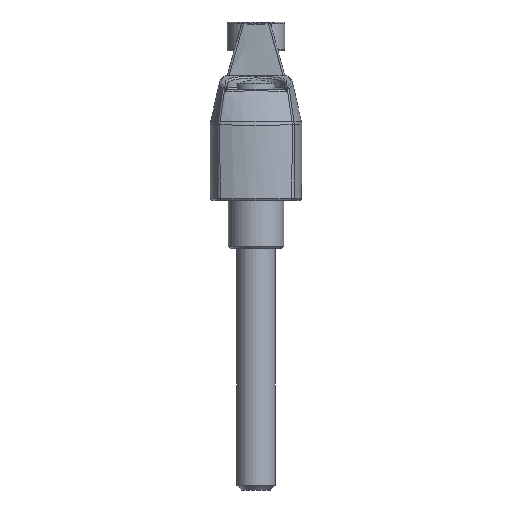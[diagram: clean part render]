
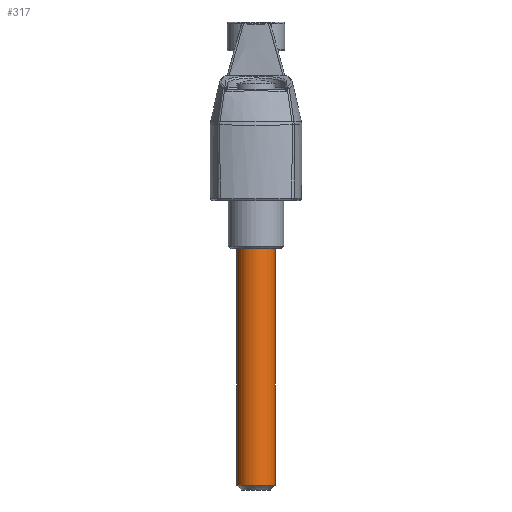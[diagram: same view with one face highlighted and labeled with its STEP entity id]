
A CAD part, left-side view. The second image highlights one B-rep face of the part: STEP entity #317.
In plain terms, the highlighted cylindrical face has radius 4 mm (diameter 8 mm), a full revolution.
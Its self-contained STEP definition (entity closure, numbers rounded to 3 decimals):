
#317 = ADVANCED_FACE( '', ( #703, #704 ), #705, .T. );
#703 = FACE_OUTER_BOUND( '', #4056, .T. );
#704 = FACE_OUTER_BOUND( '', #4057, .T. );
#705 = CYLINDRICAL_SURFACE( '', #4058, 4. );
#4056 = EDGE_LOOP( '', ( #10738 ) );
#4057 = EDGE_LOOP( '', ( #10739 ) );
#4058 = AXIS2_PLACEMENT_3D( '', #10740, #10741, #10742 );
#10738 = ORIENTED_EDGE( '', *, *, #11495, .T. );
#10739 = ORIENTED_EDGE( '', *, *, #11496, .T. );
#10740 = CARTESIAN_POINT( '', ( 0., 0., -60. ) );
#10741 = DIRECTION( '', ( 0., 0., -1. ) );
#10742 = DIRECTION( '', ( 1., 0., 0. ) );
#11495 = EDGE_CURVE( '', #12108, #12108, #12109, .F. );
#11496 = EDGE_CURVE( '', #12110, #12110, #12111, .T. );
#12108 = VERTEX_POINT( '', #14864 );
#12109 = CIRCLE( '', #14865, 4. );
#12110 = VERTEX_POINT( '', #14866 );
#12111 = CIRCLE( '', #14867, 4. );
#14864 = CARTESIAN_POINT( '', ( -4., 0., -59. ) );
#14865 = AXIS2_PLACEMENT_3D( '', #16874, #16875, #16876 );
#14866 = CARTESIAN_POINT( '', ( 4., 0., -10. ) );
#14867 = AXIS2_PLACEMENT_3D( '', #16877, #16878, #16879 );
#16874 = CARTESIAN_POINT( '', ( 0., 0., -59. ) );
#16875 = DIRECTION( '', ( 0., 0., -1. ) );
#16876 = DIRECTION( '', ( -1., 0., 0. ) );
#16877 = CARTESIAN_POINT( '', ( 0., 0., -10. ) );
#16878 = DIRECTION( '', ( 0., 0., -1. ) );
#16879 = DIRECTION( '', ( 1., 0., 0. ) );
